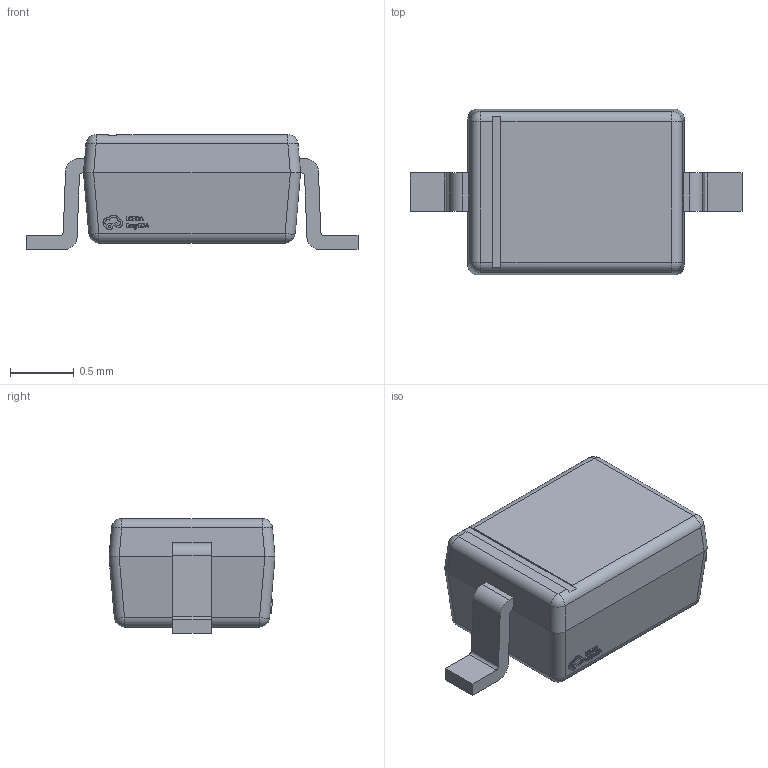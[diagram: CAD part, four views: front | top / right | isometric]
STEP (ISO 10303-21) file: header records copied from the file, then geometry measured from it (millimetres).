
FILE_DESCRIPTION (( 'STEP AP214' ), '1' );
FILE_NAME ('SOD-323_L1.7-W1.3-LS2.5-BI-1.STEP', '2022-09-09T01:36:37', ( '' ), ( '' ), 'SwSTEP 2.0', 'SolidWorks 2020', '' );
FILE_SCHEMA (( 'AUTOMOTIVE_DESIGN' ));
Length unit declared in the file: millimetre
Products named in the file (1): SOD-323_L1.7-W1.3-LS2.5-BI-1
Bounding box: 2.6 x 1.3 x 0.9 mm (x, y, z)
Volume: 1.8 mm3; surface area: 10.2 mm2
Topology: 1 solids, 1 shells, 288 faces, 765 edges, 498 vertices
Faces by surface type: plane 158, bspline 98, cylinder 24, sphere 8
Entity records: 12559 total; most frequent: CARTESIAN_POINT 2870, ORIENTED_EDGE 1530, DIRECTION 987, EDGE_CURVE 765, VECTOR 517, LINE 517, VERTEX_POINT 498, EDGE_LOOP 307
